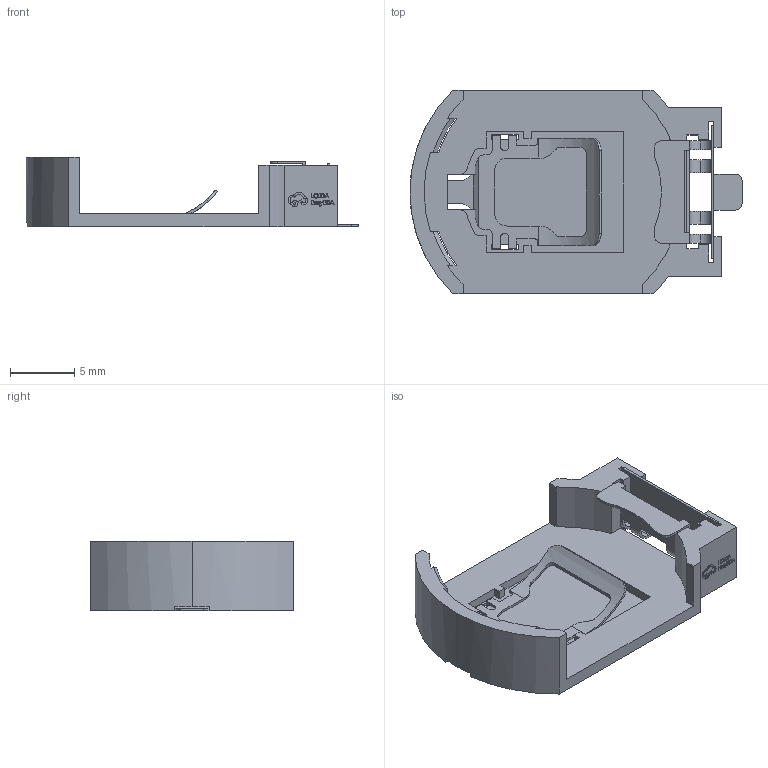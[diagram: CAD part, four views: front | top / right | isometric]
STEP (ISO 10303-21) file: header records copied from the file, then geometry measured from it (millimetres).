
FILE_DESCRIPTION (( 'STEP AP214' ), '1' );
FILE_NAME ('BAT-SMD_BS-CR2032-8.STEP', '2024-04-18T03:15:20', ( 'PC' ), ( 'Microsoft' ), 'SwSTEP 2.0', 'SolidWorks 2020', '' );
FILE_SCHEMA (( 'AUTOMOTIVE_DESIGN' ));
Length unit declared in the file: millimetre
Products named in the file (1): BAT-SMD_BS-CR2032-8
Bounding box: 25.9 x 15.9 x 5.41 mm (x, y, z)
Volume: 461.6 mm3; surface area: 1410.8 mm2
Topology: 15 solids, 15 shells, 459 faces, 1326 edges, 878 vertices
Faces by surface type: plane 299, bspline 98, cylinder 60, cone 2
Entity records: 20827 total; most frequent: CARTESIAN_POINT 4092, ORIENTED_EDGE 2652, DIRECTION 1950, EDGE_CURVE 1326, VECTOR 978, LINE 978, VERTEX_POINT 878, AXIS2_PLACEMENT_3D 486
